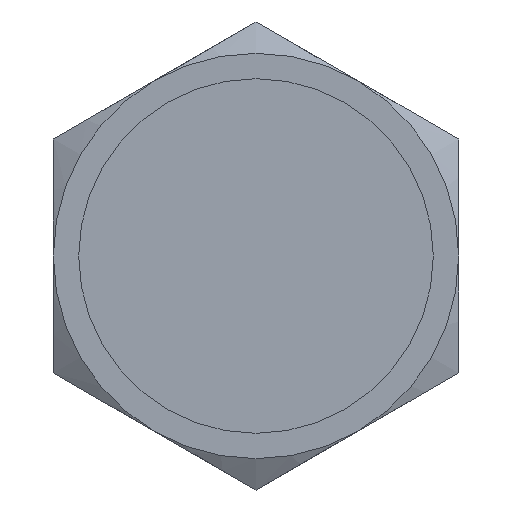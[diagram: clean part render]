
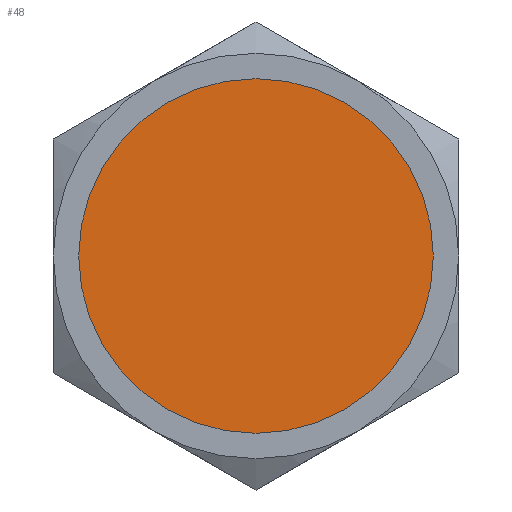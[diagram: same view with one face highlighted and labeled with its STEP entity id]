
A CAD part, left-side view. The second image highlights one B-rep face of the part: STEP entity #48.
In plain terms, the highlighted planar face has unit normal (-1, 0, 0).
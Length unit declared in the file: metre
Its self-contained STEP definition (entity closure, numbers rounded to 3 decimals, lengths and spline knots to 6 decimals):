
#48 = ADVANCED_FACE( 'NONE', ( #104 ), #105, .F. );
#104 = FACE_OUTER_BOUND( '', #169, .T. );
#105 = PLANE( '', #170 );
#169 = EDGE_LOOP( '', ( #240 ) );
#170 = AXIS2_PLACEMENT_3D( '', #241, #242, #243 );
#240 = ORIENTED_EDGE( '', *, *, #371, .F. );
#241 = CARTESIAN_POINT( '', ( 0.000938, 0., 0. ) );
#242 = DIRECTION( '', ( 1., 0., 0. ) );
#243 = DIRECTION( '', ( 0., 0., 1. ) );
#371 = EDGE_CURVE( 'NONE', #432, #432, #433, .T. );
#432 = VERTEX_POINT( '', #552 );
#433 = CIRCLE( '', #553, 0.007 );
#552 = CARTESIAN_POINT( '', ( 0.000938, 0.007, 0. ) );
#553 = AXIS2_PLACEMENT_3D( '', #710, #711, #712 );
#710 = CARTESIAN_POINT( '', ( 0.000938, 0., 0. ) );
#711 = DIRECTION( '', ( 1., 0., 0. ) );
#712 = DIRECTION( '', ( 0., 1., 0. ) );
